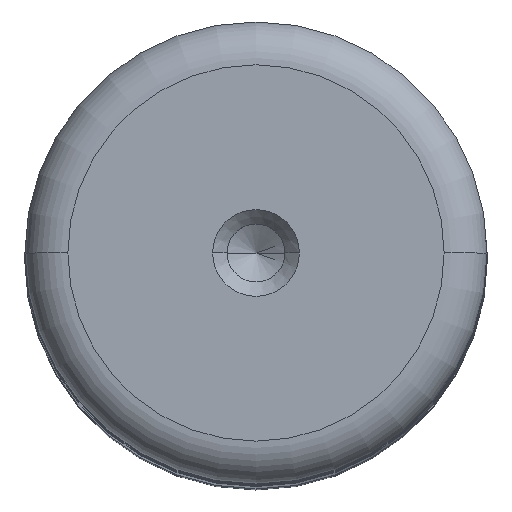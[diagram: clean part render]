
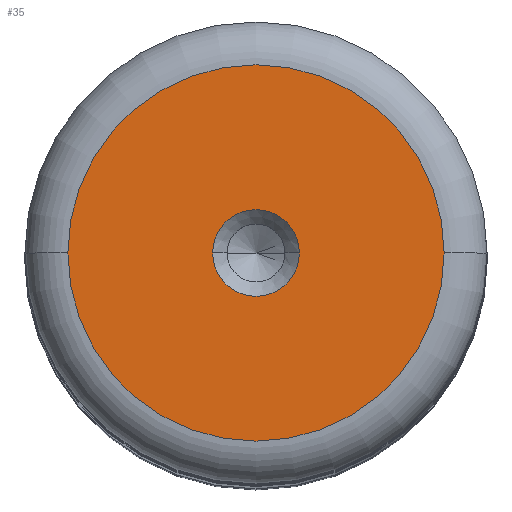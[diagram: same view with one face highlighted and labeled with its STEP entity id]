
A CAD part, top view. The second image highlights one B-rep face of the part: STEP entity #35.
In plain terms, the highlighted planar face has unit normal (0, 0, 1).
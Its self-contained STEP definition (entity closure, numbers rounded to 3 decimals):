
#35 = ADVANCED_FACE ( 'NONE', ( #539, #968 ), #2275, .T. ) ;
#36 = DIRECTION ( 'NONE',  ( 1., 0., 0. ) ) ;
#309 = AXIS2_PLACEMENT_3D ( 'NONE', #1141, #2506, #1335 ) ;
#337 = DIRECTION ( 'NONE',  ( 0., 0., 1. ) ) ;
#421 = EDGE_CURVE ( 'NONE', #1582, #2413, #2375, .T. ) ;
#464 = AXIS2_PLACEMENT_3D ( 'NONE', #2487, #2288, #2267 ) ;
#539 = FACE_BOUND ( 'NONE', #1617, .T. ) ;
#620 = CARTESIAN_POINT ( 'NONE',  ( 6.511, 0., 110. ) ) ;
#644 = AXIS2_PLACEMENT_3D ( 'NONE', #2356, #1175, #36 ) ;
#734 = EDGE_CURVE ( 'NONE', #2413, #1582, #855, .T. ) ;
#855 = CIRCLE ( 'NONE', #644, 6.511 ) ;
#898 = ORIENTED_EDGE ( 'NONE', *, *, #1050, .F. ) ;
#968 = FACE_OUTER_BOUND ( 'NONE', #1995, .T. ) ;
#1050 = EDGE_CURVE ( 'NONE', #1755, #1312, #2187, .T. ) ;
#1054 = DIRECTION ( 'NONE',  ( 0., 0., 1. ) ) ;
#1118 = CARTESIAN_POINT ( 'NONE',  ( 1.5, 0., 110. ) ) ;
#1141 = CARTESIAN_POINT ( 'NONE',  ( 0., 0., 110. ) ) ;
#1175 = DIRECTION ( 'NONE',  ( 0., 0., 1. ) ) ;
#1286 = AXIS2_PLACEMENT_3D ( 'NONE', #1478, #337, #1679 ) ;
#1312 = VERTEX_POINT ( 'NONE', #1118 ) ;
#1335 = DIRECTION ( 'NONE',  ( 1., 0., 0. ) ) ;
#1408 = ORIENTED_EDGE ( 'NONE', *, *, #734, .T. ) ;
#1412 = ORIENTED_EDGE ( 'NONE', *, *, #1984, .F. ) ;
#1478 = CARTESIAN_POINT ( 'NONE',  ( 0., 0., 110. ) ) ;
#1548 = CARTESIAN_POINT ( 'NONE',  ( -6.511, 0., 110. ) ) ;
#1582 = VERTEX_POINT ( 'NONE', #620 ) ;
#1617 = EDGE_LOOP ( 'NONE', ( #1412, #898 ) ) ;
#1660 = AXIS2_PLACEMENT_3D ( 'NONE', #2240, #1054, #2426 ) ;
#1679 = DIRECTION ( 'NONE',  ( 1., 0., 0. ) ) ;
#1755 = VERTEX_POINT ( 'NONE', #2067 ) ;
#1984 = EDGE_CURVE ( 'NONE', #1312, #1755, #2122, .T. ) ;
#1995 = EDGE_LOOP ( 'NONE', ( #2140, #1408 ) ) ;
#2067 = CARTESIAN_POINT ( 'NONE',  ( -1.5, 0., 110. ) ) ;
#2122 = CIRCLE ( 'NONE', #1286, 1.5 ) ;
#2140 = ORIENTED_EDGE ( 'NONE', *, *, #421, .T. ) ;
#2187 = CIRCLE ( 'NONE', #1660, 1.5 ) ;
#2240 = CARTESIAN_POINT ( 'NONE',  ( 0., 0., 110. ) ) ;
#2267 = DIRECTION ( 'NONE',  ( 1., 0., 0. ) ) ;
#2275 = PLANE ( 'NONE',  #464 ) ;
#2288 = DIRECTION ( 'NONE',  ( 0., 0., 1. ) ) ;
#2356 = CARTESIAN_POINT ( 'NONE',  ( 0., 0., 110. ) ) ;
#2375 = CIRCLE ( 'NONE', #309, 6.511 ) ;
#2413 = VERTEX_POINT ( 'NONE', #1548 ) ;
#2426 = DIRECTION ( 'NONE',  ( 1., 0., 0. ) ) ;
#2487 = CARTESIAN_POINT ( 'NONE',  ( 0., 0., 110. ) ) ;
#2506 = DIRECTION ( 'NONE',  ( 0., 0., 1. ) ) ;
